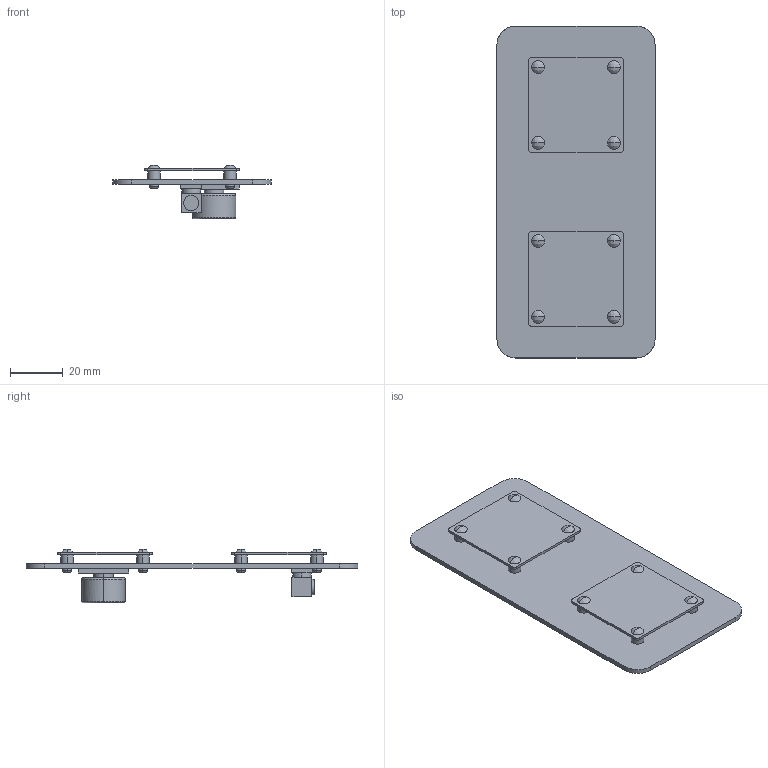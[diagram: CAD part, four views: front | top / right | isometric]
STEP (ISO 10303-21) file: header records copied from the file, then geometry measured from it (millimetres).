
FILE_DESCRIPTION(('FreeCAD Model'),'2;1');
FILE_NAME('Open CASCADE Shape Model','2025-05-03T22:28:35',('FreeCAD'),( 'FreeCAD'),'Open CASCADE STEP processor 7.6','FreeCAD','Unknown');
FILE_SCHEMA(('AUTOMOTIVE_DESIGN { 1 0 10303 214 1 1 1 1 }'));
Length unit declared in the file: millimetre
Products named in the file (1): Open CASCADE STEP translator 7.6 1
Bounding box: 59.66 x 125.29 x 20.28 mm (x, y, z)
Volume: 19608.2 mm3; surface area: 22546.9 mm2
Topology: 1 solids, 1 shells, 144 faces, 322 edges, 208 vertices
Faces by surface type: bspline 144
Entity records: 4452 total; most frequent: CARTESIAN_POINT 2569, ORIENTED_EDGE 644, EDGE_CURVE 322, VERTEX_POINT 208, FACE_BOUND 184, EDGE_LOOP 184, ADVANCED_FACE 144, B_SPLINE_CURVE_WITH_KNOTS 126
